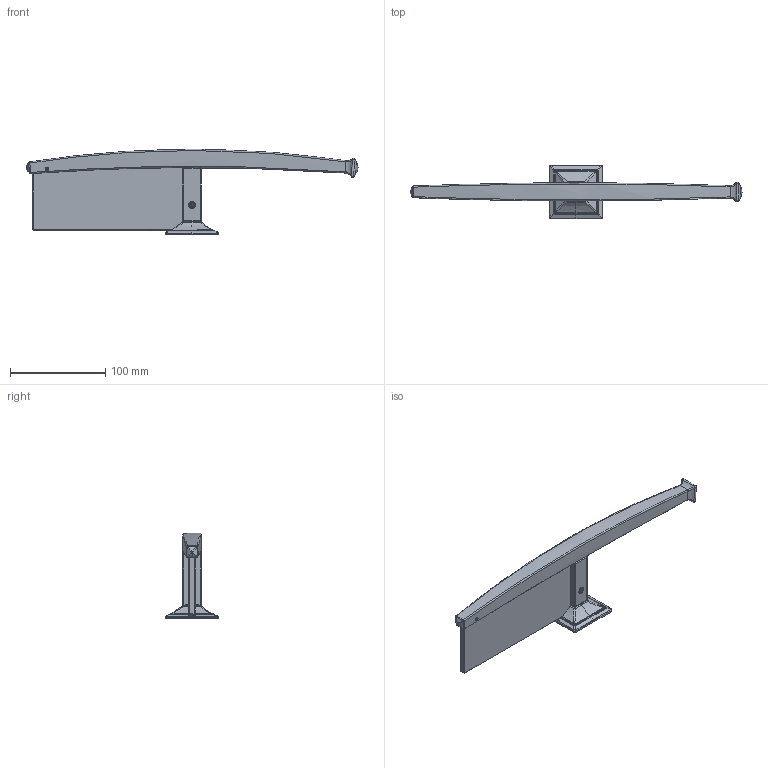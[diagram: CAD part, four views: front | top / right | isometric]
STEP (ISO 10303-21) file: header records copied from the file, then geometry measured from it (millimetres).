
FILE_DESCRIPTION((''),'2;1');
FILE_NAME('4906-1_','2014-05-21T',('ravindrashirol'),(''),'PRO/ENGINEER BY PARAMETRIC TECHNOLOGY CORPORATION, 2012230','PRO/ENGINEER BY PARAMETRIC TECHNOLOGY CORPORATION, 2012230','');
FILE_SCHEMA(('CONFIG_CONTROL_DESIGN'));
Length unit declared in the file: inch
Products named in the file (1): 4906-1_
Bounding box: 348.7 x 56.52 x 89.72 mm (x, y, z)
Surface area: 61749.2 mm2 (no closed solid volume)
Topology: 0 solids, 14 shells, 309 faces, 944 edges, 631 vertices
Faces by surface type: bspline 198, plane 42, cylinder 37, cone 22, extrusion 6, sphere 4
Entity records: 22122 total; most frequent: CARTESIAN_POINT 15334, ORIENTED_EDGE 1543, DIRECTION 963, EDGE_CURVE 939, VERTEX_POINT 631, B_SPLINE_CURVE_WITH_KNOTS 441, AXIS2_PLACEMENT_3D 348, EDGE_LOOP 327
